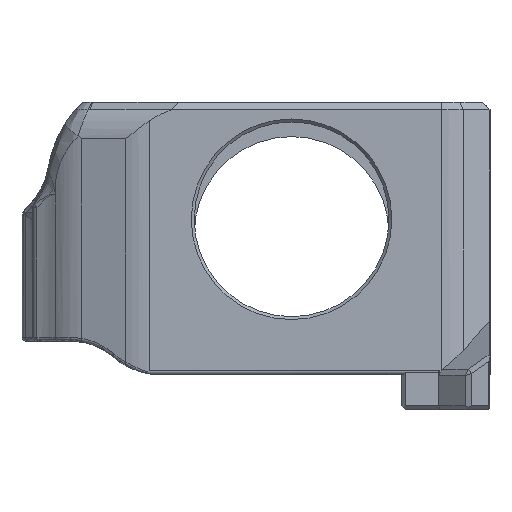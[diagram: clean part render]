
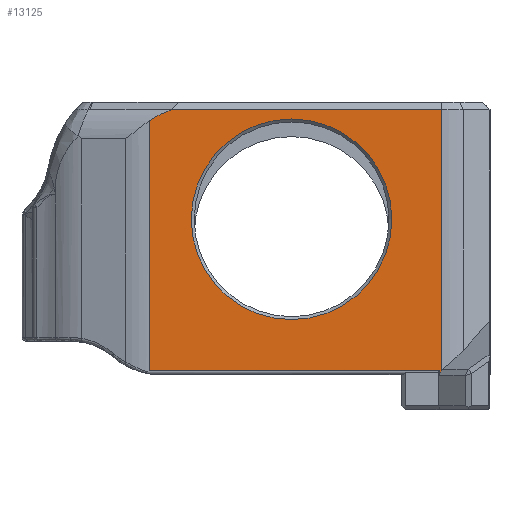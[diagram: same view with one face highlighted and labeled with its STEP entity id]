
A CAD part, left-side view. The second image highlights one B-rep face of the part: STEP entity #13125.
In plain terms, the highlighted planar face has unit normal (-1, 0, 0).
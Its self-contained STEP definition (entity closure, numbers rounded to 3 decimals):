
#908=FACE_BOUND('',#2777,.T.);
#1012=ELLIPSE('',#14372,18.774,6.001);
#1194=PLANE('',#14441);
#1963=FACE_OUTER_BOUND('',#2776,.T.);
#2776=EDGE_LOOP('',(#11957,#11958,#11959,#11960,#11961,#11962,#11963));
#2777=EDGE_LOOP('',(#11964));
#3358=LINE('',#38995,#4073);
#3456=LINE('',#43759,#4171);
#3494=LINE('',#44032,#4209);
#3495=LINE('',#44034,#4210);
#3496=LINE('',#44036,#4211);
#3497=LINE('',#44037,#4212);
#4073=VECTOR('',#17279,10.);
#4171=VECTOR('',#17621,10.);
#4209=VECTOR('',#17725,10.);
#4210=VECTOR('',#17726,0.5);
#4211=VECTOR('',#17727,10.);
#4212=VECTOR('',#17728,1000.);
#4861=CIRCLE('',#14285,13.65);
#5965=VERTEX_POINT('',#38980);
#5967=VERTEX_POINT('',#38986);
#5968=VERTEX_POINT('',#38994);
#6046=VERTEX_POINT('',#43354);
#6074=VERTEX_POINT('',#43755);
#6101=VERTEX_POINT('',#44031);
#6102=VERTEX_POINT('',#44033);
#6103=VERTEX_POINT('',#44035);
#7805=EDGE_CURVE('',#5965,#5965,#4861,.T.);
#7808=EDGE_CURVE('',#5968,#5967,#3358,.T.);
#7961=EDGE_CURVE('',#6046,#5968,#1012,.T.);
#8016=EDGE_CURVE('',#6046,#6074,#3456,.T.);
#8071=EDGE_CURVE('',#6101,#5967,#3494,.T.);
#8072=EDGE_CURVE('',#6102,#6101,#3495,.T.);
#8073=EDGE_CURVE('',#6102,#6103,#3496,.T.);
#8074=EDGE_CURVE('',#6103,#6074,#3497,.T.);
#11957=ORIENTED_EDGE('',*,*,#8071,.F.);
#11958=ORIENTED_EDGE('',*,*,#8072,.F.);
#11959=ORIENTED_EDGE('',*,*,#8073,.T.);
#11960=ORIENTED_EDGE('',*,*,#8074,.T.);
#11961=ORIENTED_EDGE('',*,*,#8016,.F.);
#11962=ORIENTED_EDGE('',*,*,#7961,.T.);
#11963=ORIENTED_EDGE('',*,*,#7808,.T.);
#11964=ORIENTED_EDGE('',*,*,#7805,.T.);
#13125=ADVANCED_FACE('',(#1963,#908),#1194,.F.);
#14285=AXIS2_PLACEMENT_3D('',#38982,#17274,#17275);
#14372=AXIS2_PLACEMENT_3D('',#43355,#17521,#17522);
#14441=AXIS2_PLACEMENT_3D('',#44030,#17723,#17724);
#17274=DIRECTION('center_axis',(1.,0.,0.));
#17275=DIRECTION('ref_axis',(0.,1.,0.));
#17279=DIRECTION('',(0.,0.,-1.));
#17521=DIRECTION('center_axis',(-1.,0.,0.));
#17522=DIRECTION('ref_axis',(0.,1.,0.));
#17621=DIRECTION('',(0.,-1.,0.));
#17723=DIRECTION('center_axis',(1.,0.,0.));
#17724=DIRECTION('ref_axis',(0.,1.,0.));
#17725=DIRECTION('',(0.,1.,0.));
#17726=DIRECTION('',(0.,0.,1.));
#17727=DIRECTION('',(0.,-0.508,0.861));
#17728=DIRECTION('',(0.,0.,1.));
#38980=CARTESIAN_POINT('',(121.369,126.609,121.002));
#38982=CARTESIAN_POINT('Origin',(121.369,126.609,134.652));
#38986=CARTESIAN_POINT('',(121.369,145.968,114.012));
#38994=CARTESIAN_POINT('',(121.369,145.968,148.062));
#38995=CARTESIAN_POINT('',(121.369,145.968,115.512));
#43354=CARTESIAN_POINT('',(121.369,142.984,149.552));
#43355=CARTESIAN_POINT('Origin',(121.369,128.835,145.608));
#43755=CARTESIAN_POINT('',(121.369,106.217,149.552));
#43759=CARTESIAN_POINT('',(121.369,169.434,149.552));
#44030=CARTESIAN_POINT('Origin',(121.369,144.609,151.352));
#44031=CARTESIAN_POINT('',(121.369,106.437,114.012));
#44032=CARTESIAN_POINT('',(121.369,146.767,114.012));
#44033=CARTESIAN_POINT('',(121.369,106.437,113.65));
#44034=CARTESIAN_POINT('',(121.369,106.437,113.51));
#44035=CARTESIAN_POINT('',(121.369,106.217,114.024));
#44036=CARTESIAN_POINT('',(121.369,102.625,120.116));
#44037=CARTESIAN_POINT('',(121.369,106.217,147.209));
